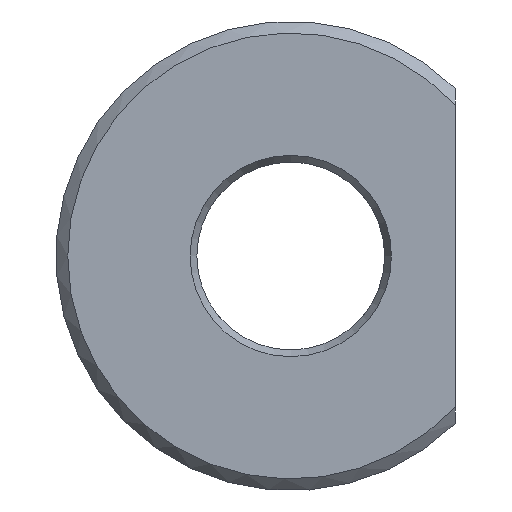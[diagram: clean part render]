
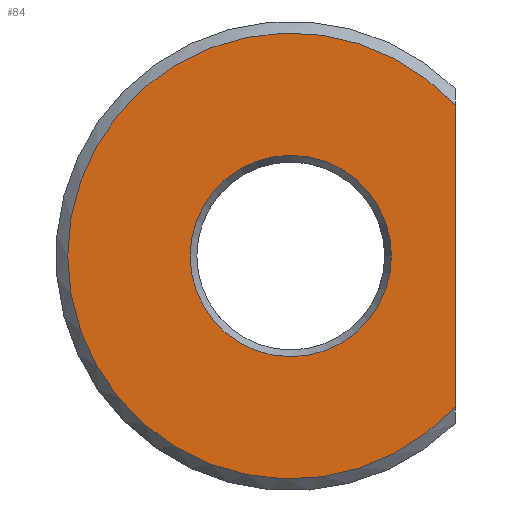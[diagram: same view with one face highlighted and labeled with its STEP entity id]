
A CAD part, left-side view. The second image highlights one B-rep face of the part: STEP entity #84.
In plain terms, the highlighted planar face has unit normal (-1, 0, 0).
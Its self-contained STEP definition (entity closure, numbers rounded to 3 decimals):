
#84=ADVANCED_FACE('',(#161,#162),#163,.F.);
#161=FACE_BOUND('',#228,.T.);
#162=FACE_OUTER_BOUND('',#229,.T.);
#163=PLANE('',#230);
#228=EDGE_LOOP('',(#336));
#229=EDGE_LOOP('',(#337,#338));
#230=AXIS2_PLACEMENT_3D('',#339,#340,#341);
#336=ORIENTED_EDGE('',*,*,#352,.T.);
#337=ORIENTED_EDGE('',*,*,#363,.F.);
#338=ORIENTED_EDGE('',*,*,#389,.T.);
#339=CARTESIAN_POINT('',(0.,7.0,0.0));
#340=DIRECTION('',(1.0,0.0,0.0));
#341=DIRECTION('',(0.0,0.0,-1.0));
#352=EDGE_CURVE('',#394,#394,#395,.T.);
#363=EDGE_CURVE('',#414,#416,#417,.T.);
#389=EDGE_CURVE('',#414,#416,#451,.F.);
#394=VERTEX_POINT('',#456);
#395=CIRCLE('',#457,4.289);
#414=VERTEX_POINT('',#493);
#416=VERTEX_POINT('',#498);
#417=LINE('',#499,#500);
#451=CIRCLE('',#537,9.5);
#456=CARTESIAN_POINT('',(0.,0.0,-4.289));
#457=AXIS2_PLACEMENT_3D('',#541,#542,#543);
#493=CARTESIAN_POINT('',(0.0,-7.0,6.423));
#498=CARTESIAN_POINT('',(0.0,-7.0,-6.423));
#499=CARTESIAN_POINT('',(0.0,-7.0,0.0));
#500=VECTOR('',#551,1.0);
#537=AXIS2_PLACEMENT_3D('',#588,#589,#590);
#541=CARTESIAN_POINT('',(0.,0.0,0.0));
#542=DIRECTION('',(1.0,0.0,0.0));
#543=DIRECTION('',(0.0,0.0,-1.0));
#551=DIRECTION('',(0.0,0.,-1.0));
#588=CARTESIAN_POINT('',(0.,0.0,0.0));
#589=DIRECTION('',(1.0,0.0,0.0));
#590=DIRECTION('',(0.0,0.0,-1.0));
